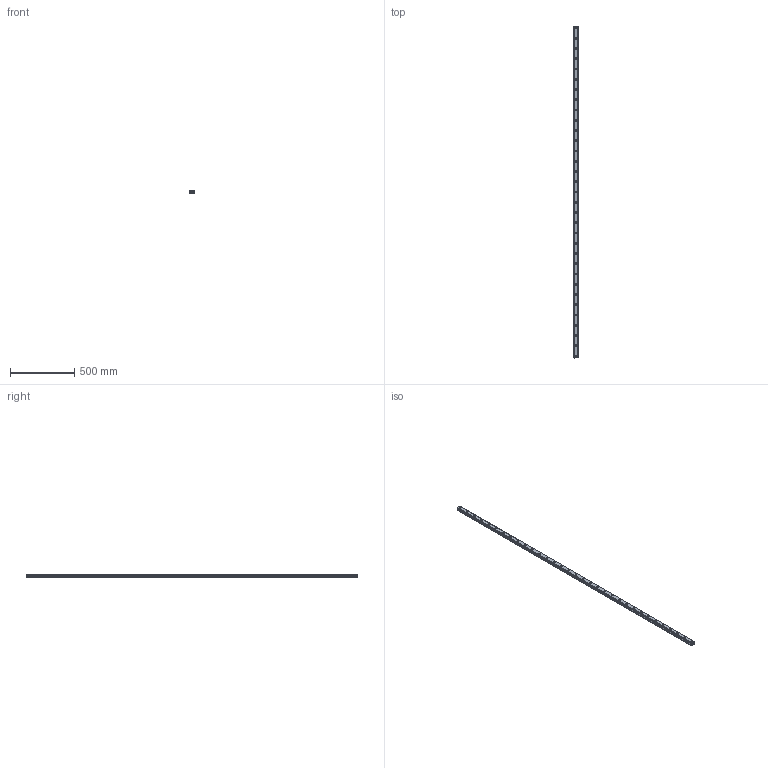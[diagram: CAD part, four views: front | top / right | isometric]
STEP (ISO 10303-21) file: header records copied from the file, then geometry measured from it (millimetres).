
FILE_DESCRIPTION(('STEP AP214'),'1');
FILE_NAME('cctmp_C0160B6C-2EF9-406E-9136-4EFD3B6ED243_2021_02_12_14_09_10_0922..stp','2021-02-12T13:09:11',('HIWIN GmbH'),('CADClick - www.CADClick.com'),'Spatial InterOp 3D',' ','unknown authorization');
FILE_SCHEMA(('AUTOMOTIVE_DESIGN'));
Length unit declared in the file: millimetre
Products named in the file (1): EGR35R2590C_FILE
Bounding box: 34 x 2590 x 27.5 mm (x, y, z)
Volume: 2037759.3 mm3; surface area: 363863.4 mm2
Topology: 1 solids, 1 shells, 404 faces, 897 edges, 598 vertices
Faces by surface type: cylinder 216, plane 188
Entity records: 14609 total; most frequent: DIRECTION 2139, CARTESIAN_POINT 1900, ORIENTED_EDGE 1794, EDGE_CURVE 897, AXIS2_PLACEMENT_3D 837, VERTEX_POINT 598, EDGE_LOOP 507, LINE 465
